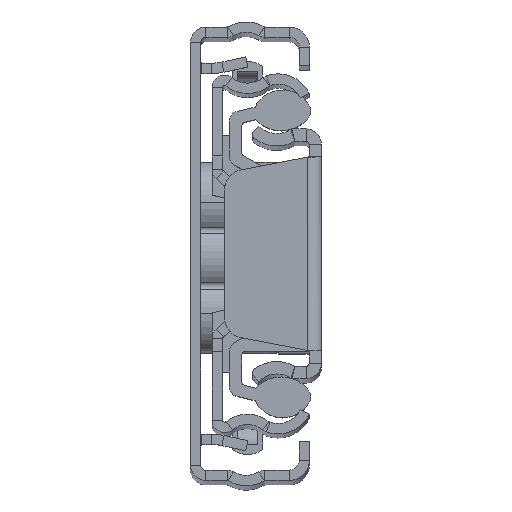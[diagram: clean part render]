
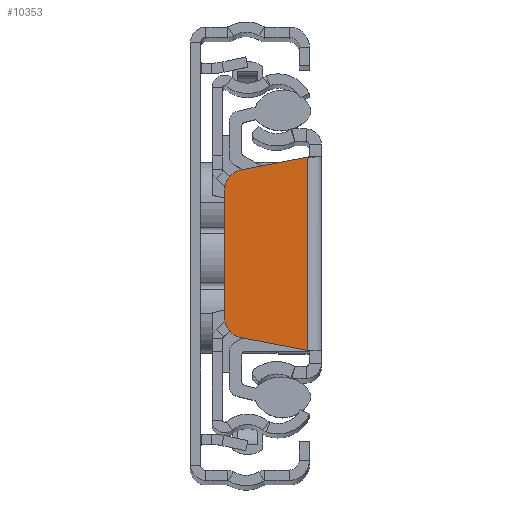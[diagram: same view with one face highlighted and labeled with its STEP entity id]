
A CAD part, top view. The second image highlights one B-rep face of the part: STEP entity #10353.
In plain terms, the highlighted planar face has unit normal (0, 0, 1).
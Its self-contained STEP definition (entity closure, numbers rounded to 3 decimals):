
#41 = ORIENTED_EDGE ( 'NONE', *, *, #3572, .T. ) ;
#46 = VERTEX_POINT ( 'NONE', #17712 ) ;
#821 = ORIENTED_EDGE ( 'NONE', *, *, #4370, .T. ) ;
#1716 = PLANE ( 'NONE',  #19362 ) ;
#1959 = VECTOR ( 'NONE', #4607, 1000. ) ;
#2246 = LINE ( 'NONE', #15523, #17895 ) ;
#3023 = LINE ( 'NONE', #6734, #7008 ) ;
#3467 = CARTESIAN_POINT ( 'NONE',  ( -7.401, -6.183, 0. ) ) ;
#3572 = EDGE_CURVE ( 'NONE', #9369, #20538, #18226, .T. ) ;
#3922 = CIRCLE ( 'NONE', #4975, 2. ) ;
#4011 = CARTESIAN_POINT ( 'NONE',  ( -7.778, -8.147, 0. ) ) ;
#4370 = EDGE_CURVE ( 'NONE', #13320, #9369, #5932, .T. ) ;
#4607 = DIRECTION ( 'NONE',  ( 0., -1., 0. ) ) ;
#4770 = ORIENTED_EDGE ( 'NONE', *, *, #16330, .T. ) ;
#4975 = AXIS2_PLACEMENT_3D ( 'NONE', #7326, #13528, #5713 ) ;
#5713 = DIRECTION ( 'NONE',  ( -1., 0., 0. ) ) ;
#5932 = CIRCLE ( 'NONE', #18089, 2. ) ;
#6012 = CARTESIAN_POINT ( 'NONE',  ( -9.401, -6.183, 0. ) ) ;
#6146 = ORIENTED_EDGE ( 'NONE', *, *, #7122, .T. ) ;
#6475 = LINE ( 'NONE', #19293, #1959 ) ;
#6734 = CARTESIAN_POINT ( 'NONE',  ( -9.401, 0., 0. ) ) ;
#7008 = VECTOR ( 'NONE', #21524, 1000. ) ;
#7122 = EDGE_CURVE ( 'NONE', #10608, #13320, #3023, .T. ) ;
#7326 = CARTESIAN_POINT ( 'NONE',  ( -7.401, 6.183, 0. ) ) ;
#8413 = VERTEX_POINT ( 'NONE', #13993 ) ;
#8815 = VECTOR ( 'NONE', #18117, 1000. ) ;
#9369 = VERTEX_POINT ( 'NONE', #4011 ) ;
#9457 = EDGE_LOOP ( 'NONE', ( #6146, #821, #41, #13837, #17915, #4770 ) ) ;
#10054 = CARTESIAN_POINT ( 'NONE',  ( -1.786, -9.298, 0. ) ) ;
#10353 = ADVANCED_FACE ( 'NONE', ( #14686 ), #1716, .F. ) ;
#10608 = VERTEX_POINT ( 'NONE', #19228 ) ;
#12072 = CARTESIAN_POINT ( 'NONE',  ( -1.36, -9.379, 0. ) ) ;
#12252 = DIRECTION ( 'NONE',  ( -0.982, -0.189, 0. ) ) ;
#13320 = VERTEX_POINT ( 'NONE', #6012 ) ;
#13528 = DIRECTION ( 'NONE',  ( 0., 0., 1. ) ) ;
#13837 = ORIENTED_EDGE ( 'NONE', *, *, #19240, .F. ) ;
#13993 = CARTESIAN_POINT ( 'NONE',  ( -1.36, 9.379, 0. ) ) ;
#14060 = EDGE_CURVE ( 'NONE', #8413, #46, #2246, .T. ) ;
#14686 = FACE_OUTER_BOUND ( 'NONE', #9457, .T. ) ;
#14891 = DIRECTION ( 'NONE',  ( -1., 0., 0. ) ) ;
#15005 = CARTESIAN_POINT ( 'NONE',  ( 0., 0., 0. ) ) ;
#15523 = CARTESIAN_POINT ( 'NONE',  ( -1.786, 9.298, 0. ) ) ;
#16330 = EDGE_CURVE ( 'NONE', #46, #10608, #3922, .T. ) ;
#16430 = DIRECTION ( 'NONE',  ( 0., 0., 1. ) ) ;
#17712 = CARTESIAN_POINT ( 'NONE',  ( -7.778, 8.147, 0. ) ) ;
#17895 = VECTOR ( 'NONE', #12252, 1000. ) ;
#17915 = ORIENTED_EDGE ( 'NONE', *, *, #14060, .T. ) ;
#17962 = DIRECTION ( 'NONE',  ( 0., 0., -1. ) ) ;
#18089 = AXIS2_PLACEMENT_3D ( 'NONE', #3467, #16430, #14891 ) ;
#18117 = DIRECTION ( 'NONE',  ( 0.982, -0.189, 0. ) ) ;
#18226 = LINE ( 'NONE', #10054, #8815 ) ;
#19228 = CARTESIAN_POINT ( 'NONE',  ( -9.401, 6.183, 0. ) ) ;
#19240 = EDGE_CURVE ( 'NONE', #8413, #20538, #6475, .T. ) ;
#19293 = CARTESIAN_POINT ( 'NONE',  ( -1.36, -9.379, 0. ) ) ;
#19362 = AXIS2_PLACEMENT_3D ( 'NONE', #15005, #17962, #21334 ) ;
#20538 = VERTEX_POINT ( 'NONE', #12072 ) ;
#21334 = DIRECTION ( 'NONE',  ( -1., 0., 0. ) ) ;
#21524 = DIRECTION ( 'NONE',  ( 0., -1., 0. ) ) ;
